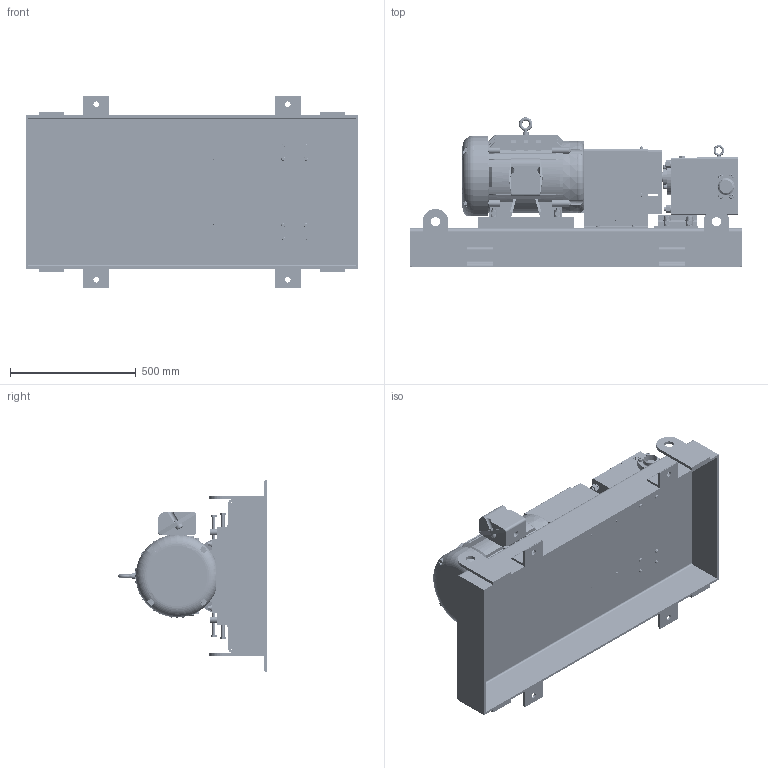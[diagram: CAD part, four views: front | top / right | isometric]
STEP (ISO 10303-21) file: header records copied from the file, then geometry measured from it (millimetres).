
FILE_DESCRIPTION (( 'STEP AP214' ), '1' );
FILE_NAME ('GPV-1420-061-U.STEP', '2019-10-03T15:28:24', ( '' ), ( '' ), 'SwSTEP 2.0', 'SolidWorks 2018', '' );
FILE_SCHEMA (( 'AUTOMOTIVE_DESIGN' ));
Length unit declared in the file: inch
Products named in the file (1): GPV-1420-061-U
Bounding box: 1320.8 x 593.09 x 762 mm (x, y, z)
Volume: 76376232.5 mm3; surface area: 6717151.5 mm2
Topology: 128 solids, 128 shells, 6679 faces, 16503 edges, 10344 vertices
Faces by surface type: plane 2961, cylinder 1724, cone 1120, torus 455, bspline 409, sphere 10
Entity records: 272781 total; most frequent: CARTESIAN_POINT 99899, ORIENTED_EDGE 32880, DIRECTION 30920, EDGE_CURVE 16440, AXIS2_PLACEMENT_3D 11280, VERTEX_POINT 10339, LINE 8360, VECTOR 8360
